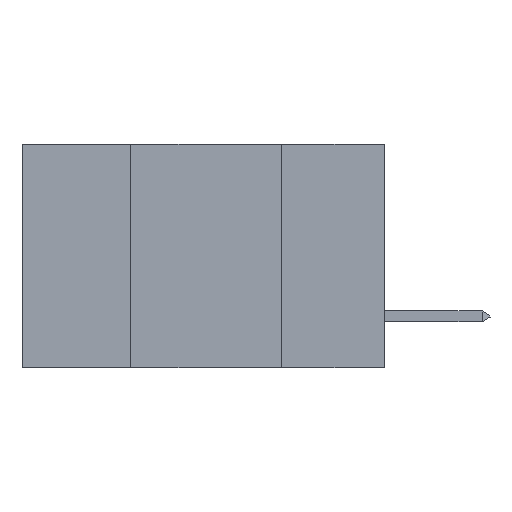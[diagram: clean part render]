
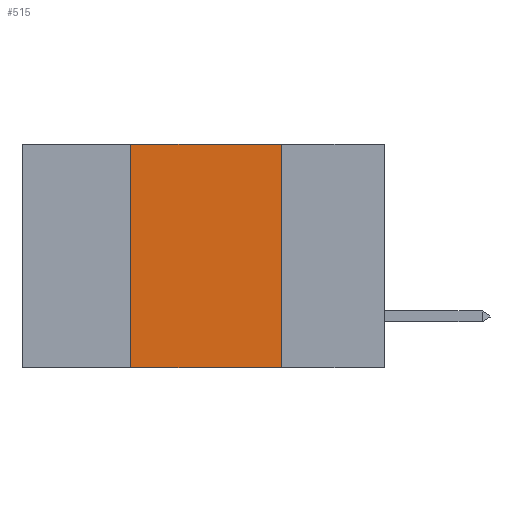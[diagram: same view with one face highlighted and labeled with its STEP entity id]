
A CAD part, left-side view. The second image highlights one B-rep face of the part: STEP entity #515.
In plain terms, the highlighted planar face has unit normal (-1, 0, 0).
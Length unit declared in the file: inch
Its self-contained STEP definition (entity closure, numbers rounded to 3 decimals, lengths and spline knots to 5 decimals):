
#515 = ADVANCED_FACE ( 'NONE', ( #15708 ), #19564, .F. ) ;
#535 = DIRECTION ( 'NONE',  ( 0., -1., 0. ) ) ;
#1871 = EDGE_CURVE ( 'NONE', #2688, #9964, #14414, .T. ) ;
#2688 = VERTEX_POINT ( 'NONE', #16681 ) ;
#3261 = EDGE_CURVE ( 'NONE', #24443, #9964, #9997, .T. ) ;
#3605 = CARTESIAN_POINT ( 'NONE',  ( 0., 0.17, 0. ) ) ;
#3986 = CARTESIAN_POINT ( 'NONE',  ( 0., 0.42, 0. ) ) ;
#4286 = LINE ( 'NONE', #21331, #19455 ) ;
#5236 = EDGE_CURVE ( 'NONE', #25634, #24443, #4286, .T. ) ;
#5469 = DIRECTION ( 'NONE',  ( 0., 0., -1. ) ) ;
#5798 = DIRECTION ( 'NONE',  ( 1., 0., 0. ) ) ;
#6810 = AXIS2_PLACEMENT_3D ( 'NONE', #15628, #5798, #19642 ) ;
#7305 = ORIENTED_EDGE ( 'NONE', *, *, #5236, .F. ) ;
#7641 = ORIENTED_EDGE ( 'NONE', *, *, #1871, .T. ) ;
#7858 = EDGE_LOOP ( 'NONE', ( #14600, #7305, #18811, #7641 ) ) ;
#8479 = CARTESIAN_POINT ( 'NONE',  ( 0., 0.42, 0. ) ) ;
#9364 = VECTOR ( 'NONE', #5469, 39.37008 ) ;
#9964 = VERTEX_POINT ( 'NONE', #20566 ) ;
#9997 = LINE ( 'NONE', #17216, #9364 ) ;
#12221 = LINE ( 'NONE', #8479, #21523 ) ;
#14414 = LINE ( 'NONE', #16405, #21241 ) ;
#14600 = ORIENTED_EDGE ( 'NONE', *, *, #3261, .F. ) ;
#15628 = CARTESIAN_POINT ( 'NONE',  ( 0., 0.6, 0. ) ) ;
#15708 = FACE_OUTER_BOUND ( 'NONE', #7858, .T. ) ;
#15993 = DIRECTION ( 'NONE',  ( 0., 0., 1. ) ) ;
#16405 = CARTESIAN_POINT ( 'NONE',  ( 0., 0.6, -0.37 ) ) ;
#16681 = CARTESIAN_POINT ( 'NONE',  ( 0., 0.42, -0.37 ) ) ;
#17100 = EDGE_CURVE ( 'NONE', #2688, #25634, #12221, .T. ) ;
#17216 = CARTESIAN_POINT ( 'NONE',  ( 0., 0.17, 0. ) ) ;
#17902 = DIRECTION ( 'NONE',  ( 0., -1., 0. ) ) ;
#18811 = ORIENTED_EDGE ( 'NONE', *, *, #17100, .F. ) ;
#19455 = VECTOR ( 'NONE', #17902, 39.37008 ) ;
#19564 = PLANE ( 'NONE',  #6810 ) ;
#19642 = DIRECTION ( 'NONE',  ( 0., 0., -1. ) ) ;
#20566 = CARTESIAN_POINT ( 'NONE',  ( 0., 0.17, -0.37 ) ) ;
#21241 = VECTOR ( 'NONE', #535, 39.37008 ) ;
#21331 = CARTESIAN_POINT ( 'NONE',  ( 0., 0.6, 0. ) ) ;
#21523 = VECTOR ( 'NONE', #15993, 39.37008 ) ;
#24443 = VERTEX_POINT ( 'NONE', #3605 ) ;
#25634 = VERTEX_POINT ( 'NONE', #3986 ) ;
